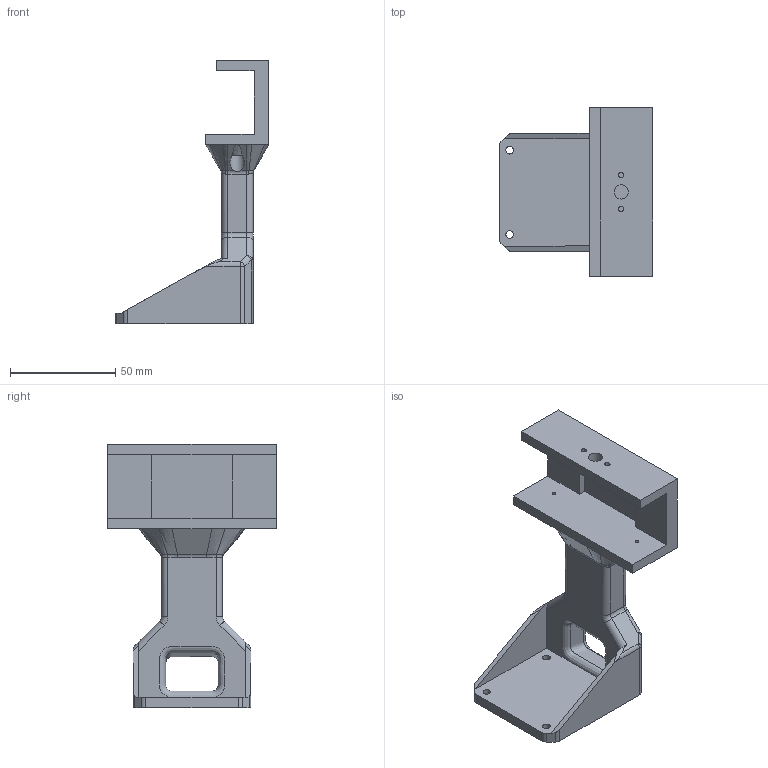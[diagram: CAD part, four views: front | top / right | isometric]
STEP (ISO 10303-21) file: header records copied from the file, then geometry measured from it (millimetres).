
FILE_DESCRIPTION(/* description */ (''),/* implementation_level */ '2;1');
FILE_NAME(/* name */ 'my_CameraMount_final.step',/* time_stamp */ '2025-05-31T14:50:46+02:00',/* author */ (''),/* organization */ (''),/* preprocessor_version */ 'ST-DEVELOPER v20.1',/* originating_system */ 'Autodesk Translation Framework v14.4.0.0',/* authorisation */ '');
FILE_SCHEMA (('AUTOMOTIVE_DESIGN { 1 0 10303 214 3 1 1 }'));
Length unit declared in the file: millimetre
Products named in the file (1): cameramount
Bounding box: 73 x 80 x 125 mm (x, y, z)
Volume: 99861.9 mm3; surface area: 33710.3 mm2
Topology: 1 solids, 1 shells, 120 faces, 311 edges, 192 vertices
Faces by surface type: plane 40, cylinder 39, bspline 33, sphere 4, torus 4
Full cylindrical faces by diameter (mm): 1.623 x2, 2.5 x2, 3.6 x4, 6.756 x1
Entity records: 7637 total; most frequent: CARTESIAN_POINT 4776, ORIENTED_EDGE 622, DIRECTION 524, EDGE_CURVE 311, VERTEX_POINT 192, AXIS2_PLACEMENT_3D 185, LINE 154, VECTOR 154
